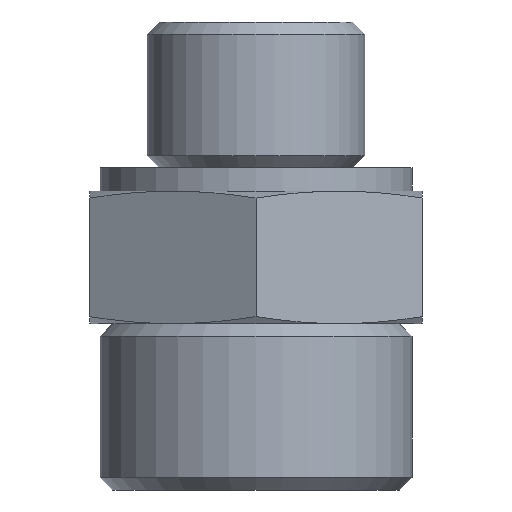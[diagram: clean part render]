
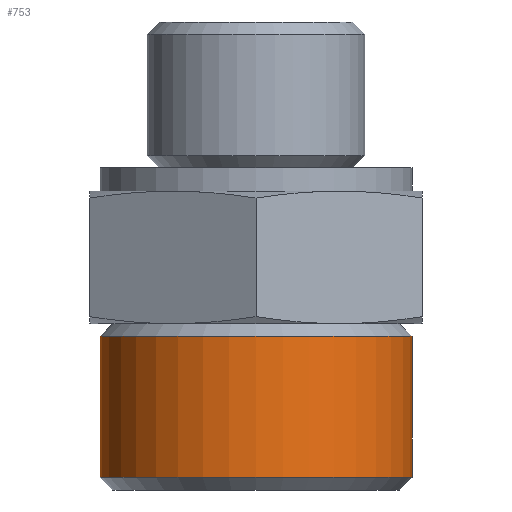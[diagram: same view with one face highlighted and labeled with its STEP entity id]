
A CAD part, front view. The second image highlights one B-rep face of the part: STEP entity #753.
In plain terms, the highlighted cylindrical face has radius 15 mm (diameter 30 mm), a full revolution.
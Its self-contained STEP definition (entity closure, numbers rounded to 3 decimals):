
#36=CYLINDRICAL_SURFACE('',#815,15.);
#72=CIRCLE('',#814,15.);
#73=CIRCLE('',#816,15.);
#131=ORIENTED_EDGE('',*,*,#246,.T.);
#132=ORIENTED_EDGE('',*,*,#245,.F.);
#245=EDGE_CURVE('',#298,#298,#72,.T.);
#246=EDGE_CURVE('',#299,#299,#73,.T.);
#298=VERTEX_POINT('',#1141);
#299=VERTEX_POINT('',#1144);
#361=EDGE_LOOP('',(#131));
#362=EDGE_LOOP('',(#132));
#419=FACE_BOUND('',#361,.T.);
#420=FACE_BOUND('',#362,.T.);
#753=ADVANCED_FACE('',(#419,#420),#36,.T.);
#814=AXIS2_PLACEMENT_3D('',#1140,#921,#922);
#815=AXIS2_PLACEMENT_3D('',#1142,#923,#924);
#816=AXIS2_PLACEMENT_3D('',#1143,#925,#926);
#921=DIRECTION('',(0.,0.,-1.));
#922=DIRECTION('',(-1.,0.,0.));
#923=DIRECTION('',(0.,0.,-1.));
#924=DIRECTION('',(-1.,0.,0.));
#925=DIRECTION('',(0.,0.,-1.));
#926=DIRECTION('',(-1.,0.,0.));
#1140=CARTESIAN_POINT('',(0.,0.,-29.773));
#1141=CARTESIAN_POINT('',(-15.,0.,-29.773));
#1142=CARTESIAN_POINT('',(0.,0.,-31.));
#1143=CARTESIAN_POINT('',(0.,0.,-16.227));
#1144=CARTESIAN_POINT('',(-15.,0.,-16.227));
